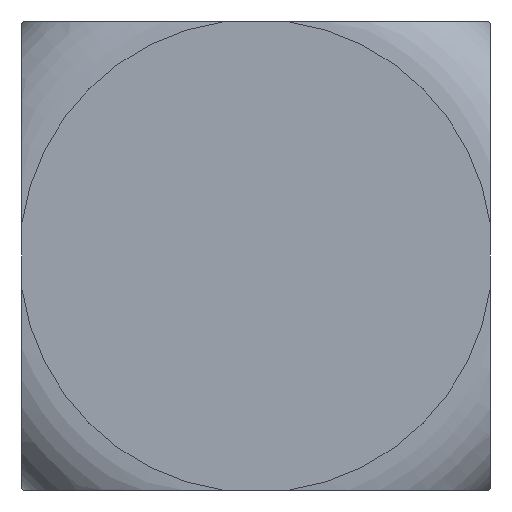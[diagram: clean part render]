
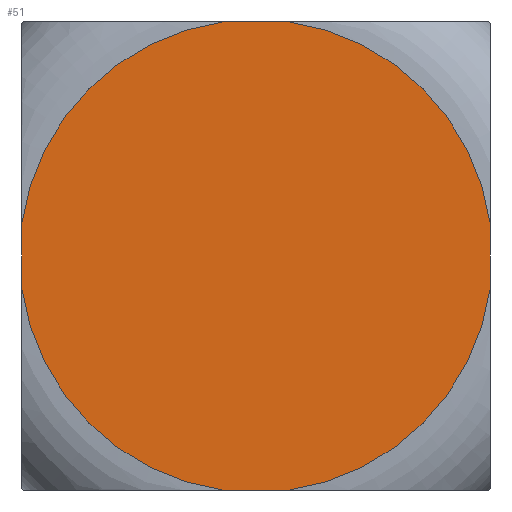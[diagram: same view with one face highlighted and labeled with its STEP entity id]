
A CAD part, left-side view. The second image highlights one B-rep face of the part: STEP entity #51.
In plain terms, the highlighted planar face has unit normal (-1, 0, 0).
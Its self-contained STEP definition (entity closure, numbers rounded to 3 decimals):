
#51 = ADVANCED_FACE( '', ( #116 ), #117, .F. );
#116 = FACE_OUTER_BOUND( '', #197, .T. );
#117 = PLANE( '', #198 );
#197 = EDGE_LOOP( '', ( #279, #280, #281, #282, #283, #284, #285, #286 ) );
#198 = AXIS2_PLACEMENT_3D( '', #287, #288, #289 );
#279 = ORIENTED_EDGE( '', *, *, #467, .F. );
#280 = ORIENTED_EDGE( '', *, *, #468, .F. );
#281 = ORIENTED_EDGE( '', *, *, #469, .F. );
#282 = ORIENTED_EDGE( '', *, *, #470, .F. );
#283 = ORIENTED_EDGE( '', *, *, #471, .F. );
#284 = ORIENTED_EDGE( '', *, *, #472, .F. );
#285 = ORIENTED_EDGE( '', *, *, #473, .F. );
#286 = ORIENTED_EDGE( '', *, *, #465, .F. );
#287 = CARTESIAN_POINT( '', ( 0., 0., 0. ) );
#288 = DIRECTION( '', ( 1., 0., 0. ) );
#289 = DIRECTION( '', ( 0., 0., -1. ) );
#465 = EDGE_CURVE( '', #542, #538, #544, .T. );
#467 = EDGE_CURVE( '', #546, #542, #547, .T. );
#468 = EDGE_CURVE( '', #548, #546, #549, .T. );
#469 = EDGE_CURVE( '', #550, #548, #551, .T. );
#470 = EDGE_CURVE( '', #552, #550, #553, .T. );
#471 = EDGE_CURVE( '', #554, #552, #555, .T. );
#472 = EDGE_CURVE( '', #556, #554, #557, .T. );
#473 = EDGE_CURVE( '', #538, #556, #558, .T. );
#538 = VERTEX_POINT( '', #647 );
#542 = VERTEX_POINT( '', #672 );
#544 = CIRCLE( '', #697, 12.625 );
#546 = VERTEX_POINT( '', #699 );
#547 = LINE( '', #700, #701 );
#548 = VERTEX_POINT( '', #702 );
#549 = CIRCLE( '', #703, 12.625 );
#550 = VERTEX_POINT( '', #704 );
#551 = LINE( '', #705, #706 );
#552 = VERTEX_POINT( '', #707 );
#553 = CIRCLE( '', #708, 12.625 );
#554 = VERTEX_POINT( '', #709 );
#555 = LINE( '', #710, #711 );
#556 = VERTEX_POINT( '', #712 );
#557 = CIRCLE( '', #713, 12.625 );
#558 = LINE( '', #714, #715 );
#647 = CARTESIAN_POINT( '', ( 0., 1.772, 12.5 ) );
#672 = CARTESIAN_POINT( '', ( 0., 12.5, 1.772 ) );
#697 = AXIS2_PLACEMENT_3D( '', #953, #954, #955 );
#699 = CARTESIAN_POINT( '', ( 0., 12.5, -1.772 ) );
#700 = CARTESIAN_POINT( '', ( 0., 12.5, -12.5 ) );
#701 = VECTOR( '', #956, 1000. );
#702 = CARTESIAN_POINT( '', ( 0., 1.772, -12.5 ) );
#703 = AXIS2_PLACEMENT_3D( '', #957, #958, #959 );
#704 = CARTESIAN_POINT( '', ( 0., -1.772, -12.5 ) );
#705 = CARTESIAN_POINT( '', ( 0., -12.5, -12.5 ) );
#706 = VECTOR( '', #960, 1000. );
#707 = CARTESIAN_POINT( '', ( 0., -12.5, -1.772 ) );
#708 = AXIS2_PLACEMENT_3D( '', #961, #962, #963 );
#709 = CARTESIAN_POINT( '', ( 0., -12.5, 1.772 ) );
#710 = CARTESIAN_POINT( '', ( 0., -12.5, 12.5 ) );
#711 = VECTOR( '', #964, 1000. );
#712 = CARTESIAN_POINT( '', ( 0., -1.772, 12.5 ) );
#713 = AXIS2_PLACEMENT_3D( '', #965, #966, #967 );
#714 = CARTESIAN_POINT( '', ( 0., 12.5, 12.5 ) );
#715 = VECTOR( '', #968, 1000. );
#953 = CARTESIAN_POINT( '', ( 0., 0., 0. ) );
#954 = DIRECTION( '', ( 1., 0., 0. ) );
#955 = DIRECTION( '', ( 0., 0., -1. ) );
#956 = DIRECTION( '', ( 0., 0., 1. ) );
#957 = CARTESIAN_POINT( '', ( 0., 0., 0. ) );
#958 = DIRECTION( '', ( 1., 0., 0. ) );
#959 = DIRECTION( '', ( 0., 0., -1. ) );
#960 = DIRECTION( '', ( 0., 1., 0. ) );
#961 = CARTESIAN_POINT( '', ( 0., 0., 0. ) );
#962 = DIRECTION( '', ( 1., 0., 0. ) );
#963 = DIRECTION( '', ( 0., 0., -1. ) );
#964 = DIRECTION( '', ( 0., 0., -1. ) );
#965 = CARTESIAN_POINT( '', ( 0., 0., 0. ) );
#966 = DIRECTION( '', ( 1., 0., 0. ) );
#967 = DIRECTION( '', ( 0., 0., -1. ) );
#968 = DIRECTION( '', ( 0., -1., 0. ) );
